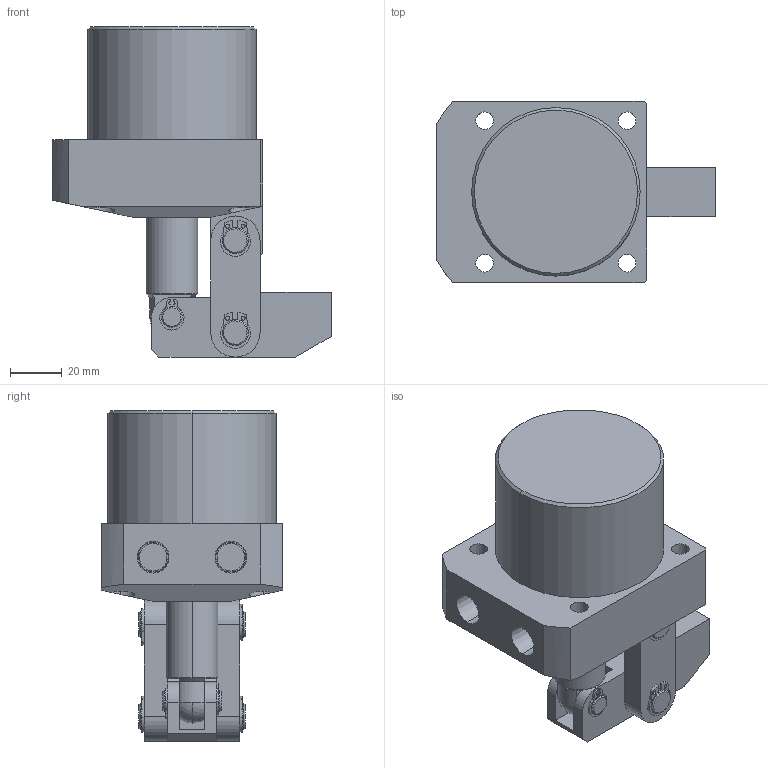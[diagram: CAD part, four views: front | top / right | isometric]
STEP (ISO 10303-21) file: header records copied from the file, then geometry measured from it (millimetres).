
FILE_DESCRIPTION (( 'STEP AP203' ), '1' );
FILE_NAME ('HLKA-50.STEP', '2020-04-18T02:47:01', ( '微软用户' ), ( '微软中国' ), 'SwSTEP 2.0', 'SolidWorks 2012', '' );
FILE_SCHEMA (( 'CONFIG_CONTROL_DESIGN' ));
Length unit declared in the file: millimetre
Products named in the file (9): HLKA-50傻种; HLKA-50掛极; HLKA-50; circlips for shaft--type a large gb_GB_CONNECTING_PIECE_RING_RRA 10; circlips for shaft--type a small gb_GB_CONNECTING_PIECE_RING_RRA 8; HLKA-50酗种; HLKA-50揤旋; HLKA-50蟀裝; HLKA-50活塞杆
Assembly tree (14 placements, depth 2):
  HLKA-50
    HLKA-50掛极
    HLKA-50傻种
    HLKA-50活塞杆
    HLKA-50蟀裝  x2
    HLKA-50揤旋
    HLKA-50酗种  x2
    circlips for shaft--type a small gb_GB_CONNECTING_PIECE_RING_RRA 8  x2
    circlips for shaft--type a large gb_GB_CONNECTING_PIECE_RING_RRA 10  x4
Bounding box: 107.5 x 70 x 127.5 mm (x, y, z)
Volume: 296615.3 mm3; surface area: 73116.4 mm2
Topology: 14 solids, 14 shells, 325 faces, 806 edges, 529 vertices
Faces by surface type: cylinder 185, plane 112, cone 20, torus 6, sphere 2
Entity records: 7355 total; most frequent: DIRECTION 1168, CARTESIAN_POINT 1123, ORIENTED_EDGE 1008, EDGE_CURVE 504, AXIS2_PLACEMENT_3D 462, VERTEX_POINT 329, EDGE_LOOP 249, VECTOR 244
